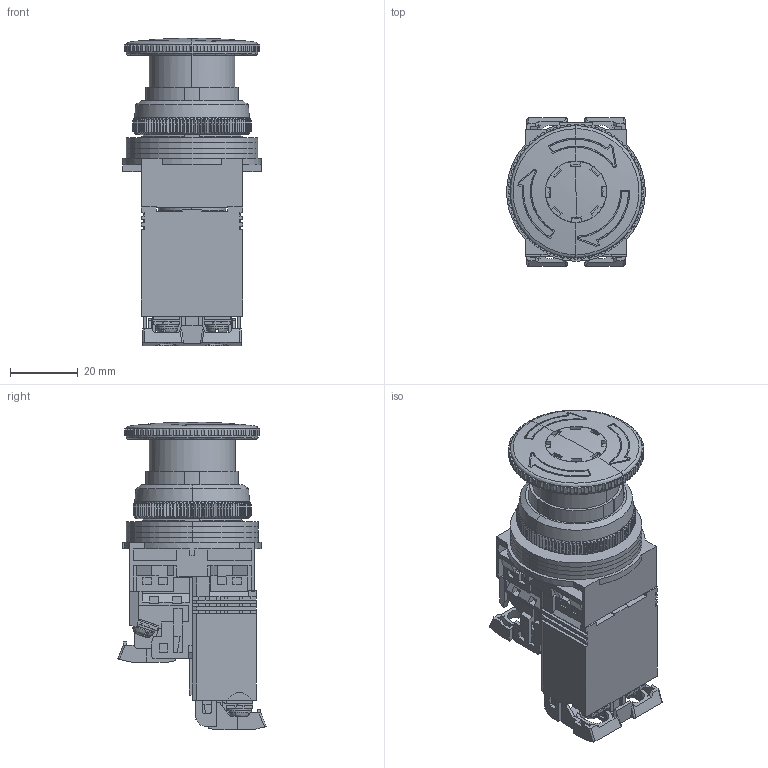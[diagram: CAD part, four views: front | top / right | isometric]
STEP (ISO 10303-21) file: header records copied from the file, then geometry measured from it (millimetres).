
FILE_DESCRIPTION (( 'STEP AP214' ), '1' );
FILE_NAME ('AR30V0L-01L3RZC.step', '2018-02-13T18:21:52', ( '' ), ( '' ), 'SwSTEP 2.0', 'SolidWorks 2017', '' );
FILE_SCHEMA (( 'AUTOMOTIVE_DESIGN' ));
Length unit declared in the file: inch
Products named in the file (1): AR30V0L-01L3RZC
Bounding box: 41 x 43.89 x 91 mm (x, y, z)
Volume: 58279.4 mm3; surface area: 50978.5 mm2
Topology: 28 solids, 28 shells, 2341 faces, 6466 edges, 4156 vertices
Faces by surface type: plane 1515, cylinder 565, cone 187, bspline 74
Entity records: 112076 total; most frequent: CARTESIAN_POINT 23665, ORIENTED_EDGE 12928, DIRECTION 10673, EDGE_CURVE 6464, VERTEX_POINT 4156, LINE 4135, VECTOR 4135, AXIS2_PLACEMENT_3D 3269
